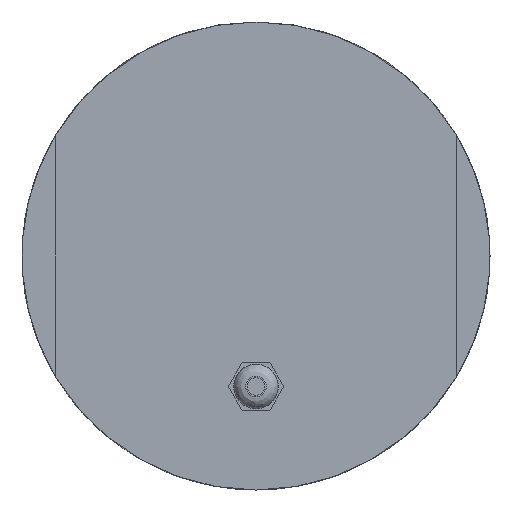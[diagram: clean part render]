
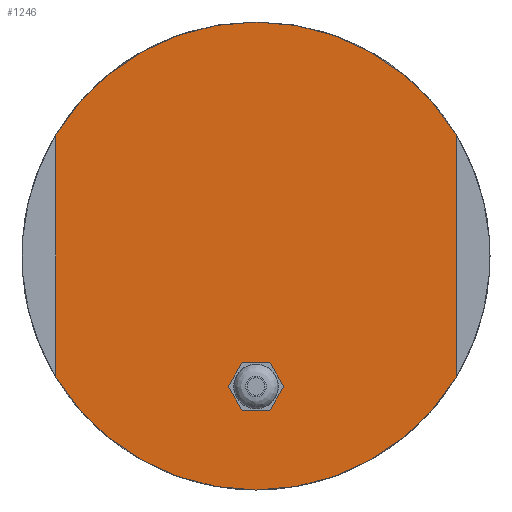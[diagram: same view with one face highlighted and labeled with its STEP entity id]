
A CAD part, left-side view. The second image highlights one B-rep face of the part: STEP entity #1246.
In plain terms, the highlighted planar face has unit normal (-1, 0, 0).
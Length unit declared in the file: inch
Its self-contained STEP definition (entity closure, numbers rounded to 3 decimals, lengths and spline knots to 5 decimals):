
#53=FACE_BOUND('',#267,.T.);
#109=PLANE('',#1382);
#181=FACE_OUTER_BOUND('',#266,.T.);
#266=EDGE_LOOP('',(#1107,#1108,#1109,#1110,#1111));
#267=EDGE_LOOP('',(#1112,#1113));
#354=LINE('',#2169,#458);
#366=LINE('',#2245,#470);
#458=VECTOR('',#1668,0.3937);
#470=VECTOR('',#1704,0.3937);
#493=CIRCLE('',#1302,0.19685);
#494=CIRCLE('',#1303,0.19685);
#503=CIRCLE('',#1317,2.69);
#505=CIRCLE('',#1319,2.69);
#507=CIRCLE('',#1321,2.69);
#568=VERTEX_POINT('',#1888);
#569=VERTEX_POINT('',#1889);
#583=VERTEX_POINT('',#1927);
#584=VERTEX_POINT('',#1929);
#587=VERTEX_POINT('',#1935);
#588=VERTEX_POINT('',#1937);
#591=VERTEX_POINT('',#1943);
#699=EDGE_CURVE('',#568,#569,#493,.T.);
#700=EDGE_CURVE('',#569,#568,#494,.T.);
#719=EDGE_CURVE('',#584,#583,#503,.T.);
#723=EDGE_CURVE('',#588,#587,#505,.T.);
#727=EDGE_CURVE('',#583,#591,#507,.T.);
#783=EDGE_CURVE('',#587,#584,#354,.T.);
#802=EDGE_CURVE('',#591,#588,#366,.T.);
#1107=ORIENTED_EDGE('',*,*,#783,.T.);
#1108=ORIENTED_EDGE('',*,*,#719,.T.);
#1109=ORIENTED_EDGE('',*,*,#727,.T.);
#1110=ORIENTED_EDGE('',*,*,#802,.T.);
#1111=ORIENTED_EDGE('',*,*,#723,.T.);
#1112=ORIENTED_EDGE('',*,*,#699,.T.);
#1113=ORIENTED_EDGE('',*,*,#700,.T.);
#1246=ADVANCED_FACE('',(#181,#53),#109,.F.);
#1302=AXIS2_PLACEMENT_3D('',#1890,#1508,#1509);
#1303=AXIS2_PLACEMENT_3D('',#1891,#1510,#1511);
#1317=AXIS2_PLACEMENT_3D('',#1930,#1548,#1549);
#1319=AXIS2_PLACEMENT_3D('',#1938,#1554,#1555);
#1321=AXIS2_PLACEMENT_3D('',#1945,#1560,#1561);
#1382=AXIS2_PLACEMENT_3D('',#2266,#1729,#1730);
#1508=DIRECTION('center_axis',(1.,0.,0.));
#1509=DIRECTION('ref_axis',(0.,-1.,0.));
#1510=DIRECTION('center_axis',(1.,0.,0.));
#1511=DIRECTION('ref_axis',(0.,-1.,0.));
#1548=DIRECTION('center_axis',(-1.,0.,0.));
#1549=DIRECTION('ref_axis',(0.,0.,-1.));
#1554=DIRECTION('center_axis',(-1.,0.,0.));
#1555=DIRECTION('ref_axis',(0.,0.,-1.));
#1560=DIRECTION('center_axis',(-1.,0.,0.));
#1561=DIRECTION('ref_axis',(0.,0.,-1.));
#1668=DIRECTION('',(0.,0.,1.));
#1704=DIRECTION('',(0.,0.,-1.));
#1729=DIRECTION('center_axis',(1.,0.,0.));
#1730=DIRECTION('ref_axis',(0.,0.,-1.));
#1888=CARTESIAN_POINT('',(-8.05,-0.19685,-1.5));
#1889=CARTESIAN_POINT('',(-8.05,0.19685,-1.5));
#1890=CARTESIAN_POINT('Origin',(-8.05,0.,-1.5));
#1891=CARTESIAN_POINT('Origin',(-8.05,0.,-1.5));
#1927=CARTESIAN_POINT('',(-8.05,0.,2.69));
#1929=CARTESIAN_POINT('',(-8.05,-2.3,1.39503));
#1930=CARTESIAN_POINT('Origin',(-8.05,0.,0.));
#1935=CARTESIAN_POINT('',(-8.05,-2.3,-1.39503));
#1937=CARTESIAN_POINT('',(-8.05,2.3,-1.39503));
#1938=CARTESIAN_POINT('Origin',(-8.05,0.,0.));
#1943=CARTESIAN_POINT('',(-8.05,2.3,1.39503));
#1945=CARTESIAN_POINT('Origin',(-8.05,0.,0.));
#2169=CARTESIAN_POINT('',(-8.05,-2.3,0.));
#2245=CARTESIAN_POINT('',(-8.05,2.3,0.));
#2266=CARTESIAN_POINT('Origin',(-8.05,0.,0.));
